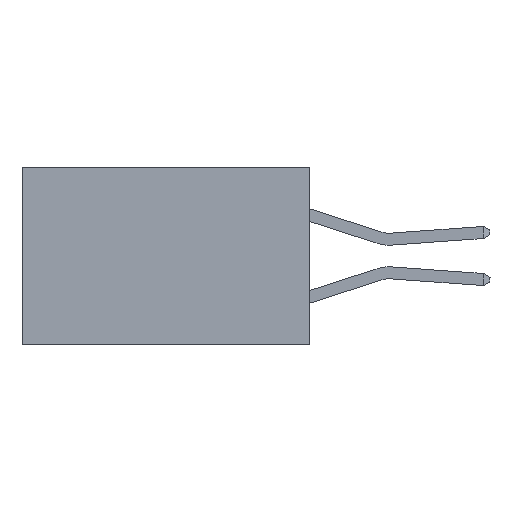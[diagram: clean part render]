
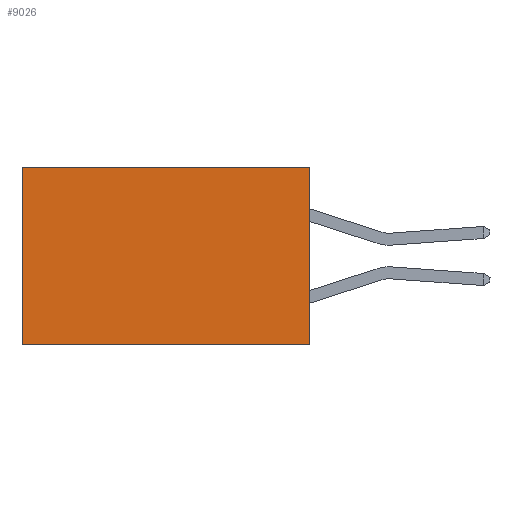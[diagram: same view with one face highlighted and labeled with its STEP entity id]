
A CAD part, left-side view. The second image highlights one B-rep face of the part: STEP entity #9026.
In plain terms, the highlighted planar face has unit normal (-1, 0, 0).
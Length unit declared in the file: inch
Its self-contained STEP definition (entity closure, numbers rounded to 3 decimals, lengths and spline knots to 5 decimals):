
#211 = CARTESIAN_POINT ( 'NONE',  ( 0.2615, 0., -0.37 ) ) ;
#557 = AXIS2_PLACEMENT_3D ( 'NONE', #20009, #23966, #12043 ) ;
#667 = LINE ( 'NONE', #15285, #25306 ) ;
#1128 = CARTESIAN_POINT ( 'NONE',  ( 0.2615, 0.6, -0.37 ) ) ;
#1552 = VERTEX_POINT ( 'NONE', #211 ) ;
#2488 = ORIENTED_EDGE ( 'NONE', *, *, #10384, .T. ) ;
#2820 = CARTESIAN_POINT ( 'NONE',  ( 0.2615, 0.6, -0.37 ) ) ;
#6837 = CARTESIAN_POINT ( 'NONE',  ( 0.2615, 0.6, 0. ) ) ;
#8243 = DIRECTION ( 'NONE',  ( 0., 1., 0. ) ) ;
#8759 = EDGE_CURVE ( 'NONE', #24871, #1552, #667, .T. ) ;
#9026 = ADVANCED_FACE ( 'NONE', ( #14411 ), #17988, .F. ) ;
#9066 = VECTOR ( 'NONE', #19832, 39.37008 ) ;
#10247 = CARTESIAN_POINT ( 'NONE',  ( 0.2615, 0., -0.37 ) ) ;
#10384 = EDGE_CURVE ( 'NONE', #24871, #20719, #14336, .T. ) ;
#11921 = EDGE_CURVE ( 'NONE', #20719, #12041, #20256, .T. ) ;
#12041 = VERTEX_POINT ( 'NONE', #1128 ) ;
#12043 = DIRECTION ( 'NONE',  ( 0., 0., -1. ) ) ;
#12429 = EDGE_CURVE ( 'NONE', #1552, #12041, #14267, .T. ) ;
#12574 = ORIENTED_EDGE ( 'NONE', *, *, #8759, .F. ) ;
#14267 = LINE ( 'NONE', #10247, #18975 ) ;
#14336 = LINE ( 'NONE', #21929, #9066 ) ;
#14411 = FACE_OUTER_BOUND ( 'NONE', #22871, .T. ) ;
#14768 = DIRECTION ( 'NONE',  ( 0., 0., -1. ) ) ;
#15285 = CARTESIAN_POINT ( 'NONE',  ( 0.2615, 0., -0.37 ) ) ;
#15300 = ORIENTED_EDGE ( 'NONE', *, *, #11921, .T. ) ;
#17300 = DIRECTION ( 'NONE',  ( 0., 0., -1. ) ) ;
#17988 = PLANE ( 'NONE',  #557 ) ;
#18975 = VECTOR ( 'NONE', #8243, 39.37008 ) ;
#19832 = DIRECTION ( 'NONE',  ( 0., 1., 0. ) ) ;
#20009 = CARTESIAN_POINT ( 'NONE',  ( 0.2615, 0., -0.37 ) ) ;
#20256 = LINE ( 'NONE', #2820, #25483 ) ;
#20719 = VERTEX_POINT ( 'NONE', #6837 ) ;
#21492 = CARTESIAN_POINT ( 'NONE',  ( 0.2615, 0., 0. ) ) ;
#21929 = CARTESIAN_POINT ( 'NONE',  ( 0.2615, 0., 0. ) ) ;
#22871 = EDGE_LOOP ( 'NONE', ( #15300, #22882, #12574, #2488 ) ) ;
#22882 = ORIENTED_EDGE ( 'NONE', *, *, #12429, .F. ) ;
#23966 = DIRECTION ( 'NONE',  ( 1., 0., 0. ) ) ;
#24871 = VERTEX_POINT ( 'NONE', #21492 ) ;
#25306 = VECTOR ( 'NONE', #17300, 39.37008 ) ;
#25483 = VECTOR ( 'NONE', #14768, 39.37008 ) ;
